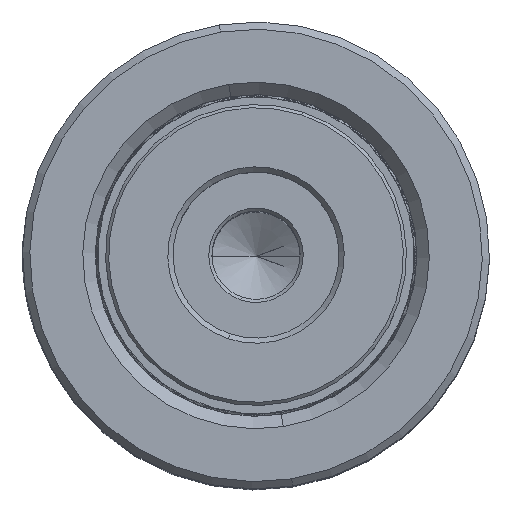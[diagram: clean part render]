
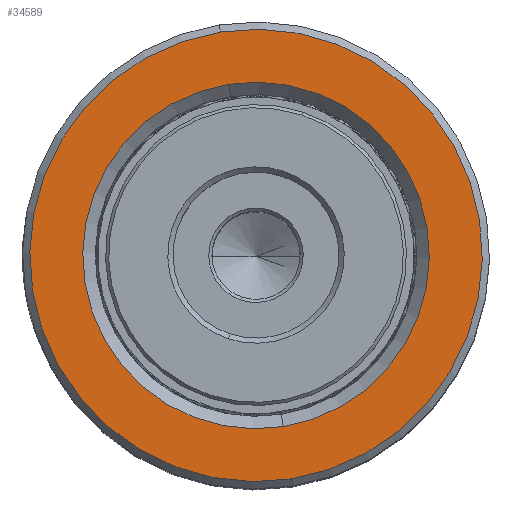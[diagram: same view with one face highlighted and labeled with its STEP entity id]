
A CAD part, top view. The second image highlights one B-rep face of the part: STEP entity #34589.
In plain terms, the highlighted planar face has unit normal (0, 0, 1).
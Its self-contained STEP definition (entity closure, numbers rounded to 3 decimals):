
#777 = DIRECTION ( 'NONE',  ( 1., 0., 0. ) ) ;
#1533 = AXIS2_PLACEMENT_3D ( 'NONE', #35999, #39960, #44601 ) ;
#3212 = AXIS2_PLACEMENT_3D ( 'NONE', #12682, #43974, #24603 ) ;
#3383 = ORIENTED_EDGE ( 'NONE', *, *, #29826, .T. ) ;
#5611 = ORIENTED_EDGE ( 'NONE', *, *, #21293, .T. ) ;
#7090 = AXIS2_PLACEMENT_3D ( 'NONE', #8836, #12822, #40499 ) ;
#7819 = CIRCLE ( 'NONE', #1533, 21.8 ) ;
#8836 = CARTESIAN_POINT ( 'NONE',  ( 0., 0., 60. ) ) ;
#8878 = CARTESIAN_POINT ( 'NONE',  ( 16.7, 0., 60. ) ) ;
#10036 = AXIS2_PLACEMENT_3D ( 'NONE', #48221, #24504, #777 ) ;
#12682 = CARTESIAN_POINT ( 'NONE',  ( 0., 0., 60. ) ) ;
#12822 = DIRECTION ( 'NONE',  ( 0., 0., -1. ) ) ;
#12979 = VERTEX_POINT ( 'NONE', #34430 ) ;
#14527 = EDGE_CURVE ( 'NONE', #48040, #42410, #7819, .T. ) ;
#15215 = EDGE_LOOP ( 'NONE', ( #37786, #50808 ) ) ;
#17026 = CIRCLE ( 'NONE', #7090, 16.7 ) ;
#19118 = VERTEX_POINT ( 'NONE', #8878 ) ;
#20147 = CARTESIAN_POINT ( 'NONE',  ( -21.8, 0., 60. ) ) ;
#20264 = EDGE_CURVE ( 'NONE', #42410, #48040, #37498, .T. ) ;
#21293 = EDGE_CURVE ( 'NONE', #19118, #12979, #17026, .T. ) ;
#24504 = DIRECTION ( 'NONE',  ( 0., 0., 1. ) ) ;
#24603 = DIRECTION ( 'NONE',  ( 1., 0., 0. ) ) ;
#29826 = EDGE_CURVE ( 'NONE', #12979, #19118, #48440, .T. ) ;
#34430 = CARTESIAN_POINT ( 'NONE',  ( -16.7, 0., 60. ) ) ;
#34589 = ADVANCED_FACE ( 'NONE', ( #50315, #38543 ), #44985, .T. ) ;
#35999 = CARTESIAN_POINT ( 'NONE',  ( 0., 0., 60. ) ) ;
#37498 = CIRCLE ( 'NONE', #10036, 21.8 ) ;
#37786 = ORIENTED_EDGE ( 'NONE', *, *, #20264, .T. ) ;
#38543 = FACE_BOUND ( 'NONE', #39499, .T. ) ;
#39499 = EDGE_LOOP ( 'NONE', ( #5611, #3383 ) ) ;
#39960 = DIRECTION ( 'NONE',  ( 0., 0., 1. ) ) ;
#40499 = DIRECTION ( 'NONE',  ( 1., 0., 0. ) ) ;
#40517 = DIRECTION ( 'NONE',  ( 0., 0., 1. ) ) ;
#42405 = AXIS2_PLACEMENT_3D ( 'NONE', #49121, #40517, #44483 ) ;
#42410 = VERTEX_POINT ( 'NONE', #20147 ) ;
#43974 = DIRECTION ( 'NONE',  ( 0., 0., -1. ) ) ;
#44483 = DIRECTION ( 'NONE',  ( 1., 0., 0. ) ) ;
#44601 = DIRECTION ( 'NONE',  ( 1., 0., 0. ) ) ;
#44985 = PLANE ( 'NONE',  #42405 ) ;
#48040 = VERTEX_POINT ( 'NONE', #49254 ) ;
#48221 = CARTESIAN_POINT ( 'NONE',  ( 0., 0., 60. ) ) ;
#48440 = CIRCLE ( 'NONE', #3212, 16.7 ) ;
#49121 = CARTESIAN_POINT ( 'NONE',  ( 0., 0., 60. ) ) ;
#49254 = CARTESIAN_POINT ( 'NONE',  ( 21.8, 0., 60. ) ) ;
#50315 = FACE_OUTER_BOUND ( 'NONE', #15215, .T. ) ;
#50808 = ORIENTED_EDGE ( 'NONE', *, *, #14527, .T. ) ;
